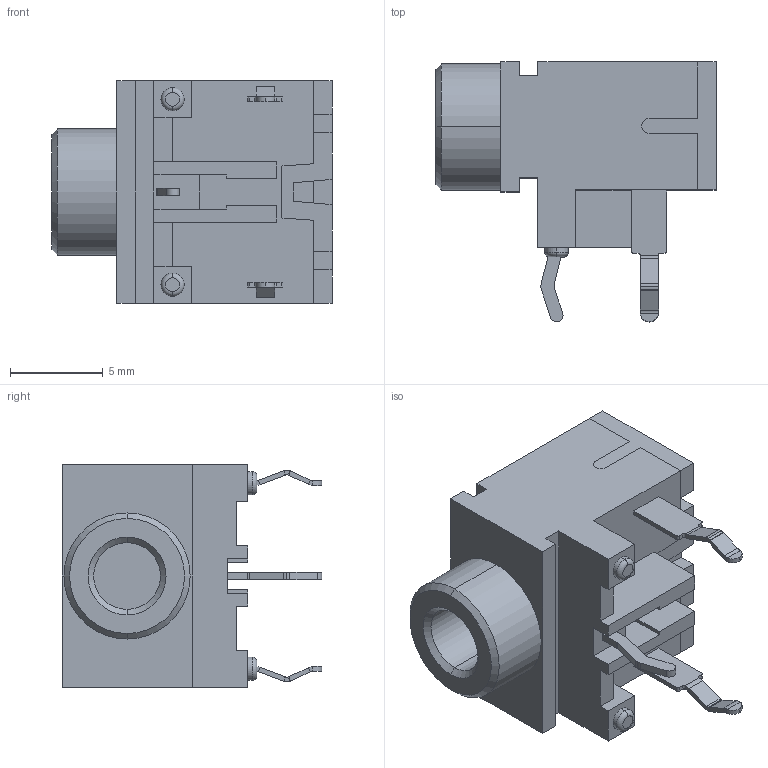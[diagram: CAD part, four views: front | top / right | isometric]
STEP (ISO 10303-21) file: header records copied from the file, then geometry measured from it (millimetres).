
FILE_DESCRIPTION (( 'STEP AP214' ), '1' );
FILE_NAME ('STX-3120-3B.STEP', '2022-03-26T13:57:07', ( '' ), ( '' ), 'SwSTEP 2.0', 'SolidWorks 2017', '' );
FILE_SCHEMA (( 'AUTOMOTIVE_DESIGN' ));
Length unit declared in the file: millimetre
Products named in the file (1): STX-3120-3B
Bounding box: 15.1 x 14 x 12 mm (x, y, z)
Volume: 1042.5 mm3; surface area: 1377.5 mm2
Topology: 5 solids, 5 shells, 219 faces, 564 edges, 356 vertices
Faces by surface type: plane 158, cylinder 53, cone 4, torus 4
Entity records: 6642 total; most frequent: CARTESIAN_POINT 1164, ORIENTED_EDGE 1128, DIRECTION 1114, EDGE_CURVE 564, LINE 438, VECTOR 438, VERTEX_POINT 356, AXIS2_PLACEMENT_3D 338
